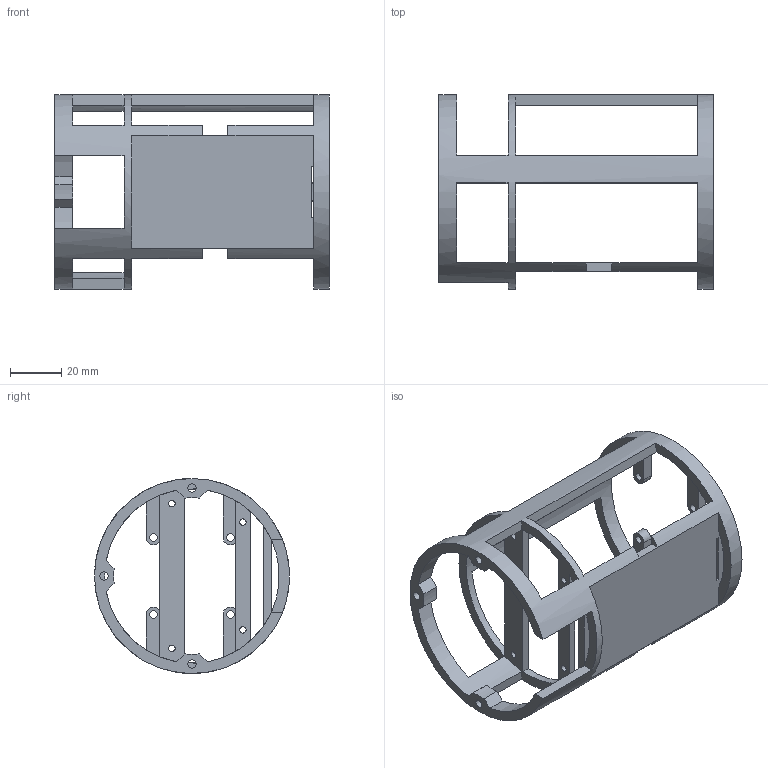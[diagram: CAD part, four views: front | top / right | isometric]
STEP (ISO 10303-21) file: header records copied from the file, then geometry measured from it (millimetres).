
FILE_DESCRIPTION(/* description */ (''),/* implementation_level */ '2;1');
FILE_NAME(/* name */ 'Structure_batterie_monostereo.step',/* time_stamp */ '2025-10-03T16:04:06+02:00',/* author */ (''),/* organization */ (''),/* preprocessor_version */ 'ST-DEVELOPER v20.1',/* originating_system */ 'Autodesk Translation Framework v14.17.0.0',/* authorisation */ '');
FILE_SCHEMA (('AUTOMOTIVE_DESIGN { 1 0 10303 214 3 1 1 }'));
Length unit declared in the file: millimetre
Products named in the file (1): 2025-10-03-16-04-06-581
Bounding box: 107 x 76 x 76 mm (x, y, z)
Volume: 38666.5 mm3; surface area: 30390.7 mm2
Topology: 1 solids, 1 shells, 98 faces, 298 edges, 191 vertices
Faces by surface type: plane 65, cylinder 33
Full cylindrical faces by diameter (mm): 2.5 x4, 3 x4, 3.3 x3, 5.8 x3, 76 x1
Entity records: 3480 total; most frequent: DIRECTION 606, ORIENTED_EDGE 596, CARTESIAN_POINT 588, EDGE_CURVE 298, AXIS2_PLACEMENT_3D 209, VERTEX_POINT 191, LINE 188, VECTOR 188
